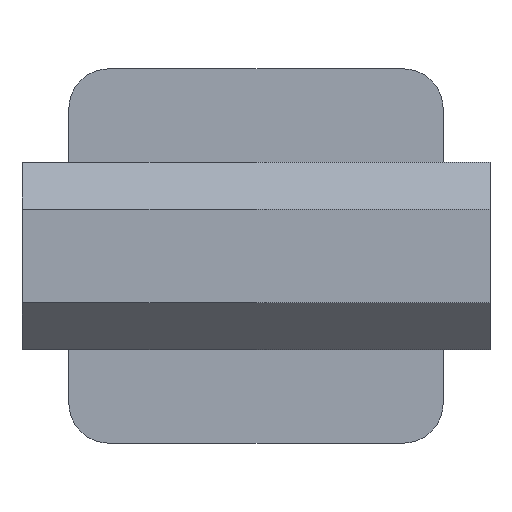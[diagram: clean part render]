
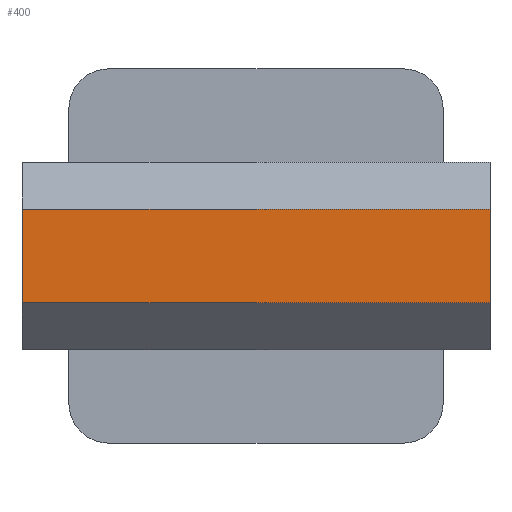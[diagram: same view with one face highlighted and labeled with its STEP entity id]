
A CAD part, front view. The second image highlights one B-rep face of the part: STEP entity #400.
In plain terms, the highlighted planar face has unit normal (0, -1, 0).
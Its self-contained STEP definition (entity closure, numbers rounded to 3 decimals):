
#5 = CARTESIAN_POINT ( 'NONE',  ( 35., -44.1, -7. ) ) ;
#322 = DIRECTION ( 'NONE',  ( 0., 0., 1. ) ) ;
#390 = EDGE_CURVE ( 'NONE', #1423, #1097, #1839, .T. ) ;
#400 = ADVANCED_FACE ( 'NONE', ( #1642 ), #497, .F. ) ;
#469 = EDGE_LOOP ( 'NONE', ( #1310, #935, #1229, #1651 ) ) ;
#497 = PLANE ( 'NONE',  #1721 ) ;
#500 = EDGE_CURVE ( 'NONE', #843, #1097, #996, .T. ) ;
#655 = DIRECTION ( 'NONE',  ( 0., 0., -1. ) ) ;
#705 = EDGE_CURVE ( 'NONE', #706, #843, #1616, .T. ) ;
#706 = VERTEX_POINT ( 'NONE', #1142 ) ;
#755 = VECTOR ( 'NONE', #1807, 1000. ) ;
#806 = CARTESIAN_POINT ( 'NONE',  ( 35., -44.1, -7. ) ) ;
#843 = VERTEX_POINT ( 'NONE', #1505 ) ;
#935 = ORIENTED_EDGE ( 'NONE', *, *, #500, .T. ) ;
#985 = CARTESIAN_POINT ( 'NONE',  ( 35., -44.1, -7. ) ) ;
#996 = LINE ( 'NONE', #1678, #1116 ) ;
#1063 = EDGE_CURVE ( 'NONE', #706, #1423, #1856, .T. ) ;
#1097 = VERTEX_POINT ( 'NONE', #1196 ) ;
#1116 = VECTOR ( 'NONE', #2196, 1000. ) ;
#1142 = CARTESIAN_POINT ( 'NONE',  ( 35., -44.1, 7. ) ) ;
#1196 = CARTESIAN_POINT ( 'NONE',  ( -35., -44.1, -7. ) ) ;
#1229 = ORIENTED_EDGE ( 'NONE', *, *, #390, .F. ) ;
#1310 = ORIENTED_EDGE ( 'NONE', *, *, #705, .T. ) ;
#1320 = VECTOR ( 'NONE', #1973, 1000. ) ;
#1423 = VERTEX_POINT ( 'NONE', #5 ) ;
#1505 = CARTESIAN_POINT ( 'NONE',  ( -35., -44.1, 7. ) ) ;
#1616 = LINE ( 'NONE', #2162, #1320 ) ;
#1642 = FACE_OUTER_BOUND ( 'NONE', #469, .T. ) ;
#1651 = ORIENTED_EDGE ( 'NONE', *, *, #1063, .F. ) ;
#1678 = CARTESIAN_POINT ( 'NONE',  ( -35., -44.1, -7. ) ) ;
#1721 = AXIS2_PLACEMENT_3D ( 'NONE', #985, #1851, #322 ) ;
#1807 = DIRECTION ( 'NONE',  ( -1., 0., 0. ) ) ;
#1839 = LINE ( 'NONE', #2181, #755 ) ;
#1851 = DIRECTION ( 'NONE',  ( 0., 1., 0. ) ) ;
#1856 = LINE ( 'NONE', #806, #1956 ) ;
#1956 = VECTOR ( 'NONE', #655, 1000. ) ;
#1973 = DIRECTION ( 'NONE',  ( -1., 0., 0. ) ) ;
#2162 = CARTESIAN_POINT ( 'NONE',  ( 35., -44.1, 7. ) ) ;
#2181 = CARTESIAN_POINT ( 'NONE',  ( 35., -44.1, -7. ) ) ;
#2196 = DIRECTION ( 'NONE',  ( 0., 0., -1. ) ) ;
